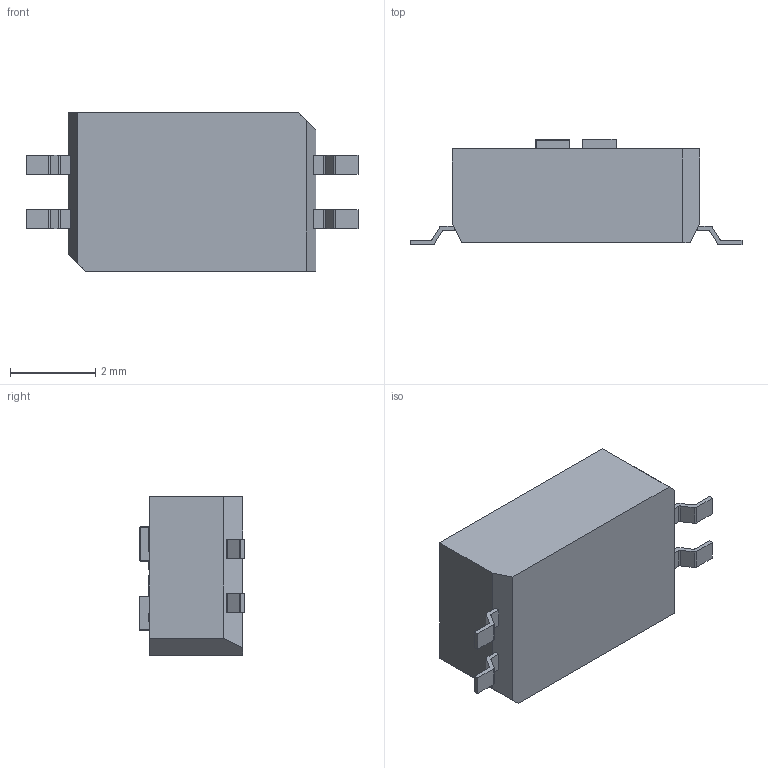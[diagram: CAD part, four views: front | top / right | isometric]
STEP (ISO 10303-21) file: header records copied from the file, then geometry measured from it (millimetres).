
FILE_DESCRIPTION (( 'STEP AP214' ), '1' );
FILE_NAME ('User Library-CTS218.STEP', '2021-02-09T11:09:19', ( '' ), ( '' ), 'SwSTEP 2.0', 'SolidWorks 2020', '' );
FILE_SCHEMA (( 'AUTOMOTIVE_DESIGN' ));
Length unit declared in the file: millimetre
Products named in the file (4): CTS218_Patte; User Library-CTS218; CTS218_Bouton; CTS218_Boitier
Assembly tree (7 placements, depth 2):
  User Library-CTS218
    CTS218_Boitier
    CTS218_Bouton  x2
    CTS218_Patte  x4
Bounding box: 7.78 x 2.47 x 3.71 mm (x, y, z)
Volume: 45.3 mm3; surface area: 102 mm2
Topology: 7 solids, 7 shells, 215 faces, 508 edges, 300 vertices
Faces by surface type: plane 109, cylinder 62, bspline 28, sphere 16
Entity records: 5962 total; most frequent: CARTESIAN_POINT 2325, ORIENTED_EDGE 672, DIRECTION 564, EDGE_CURVE 336, LINE 226, VECTOR 226, VERTEX_POINT 204, AXIS2_PLACEMENT_3D 169
